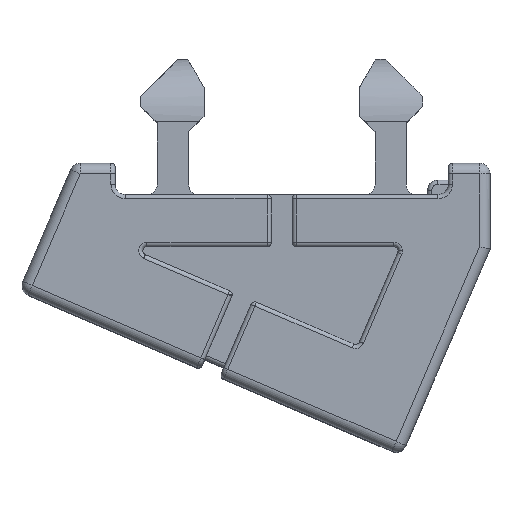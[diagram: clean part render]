
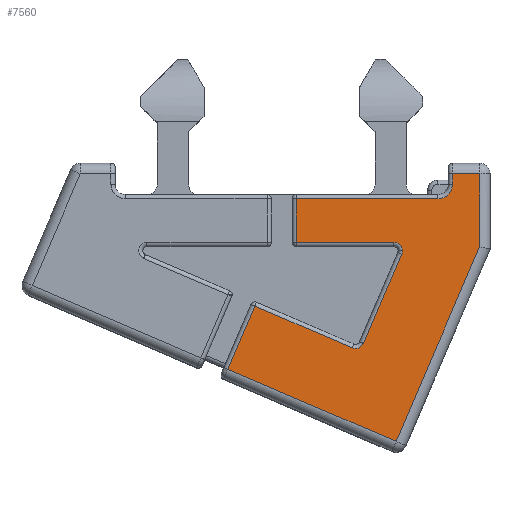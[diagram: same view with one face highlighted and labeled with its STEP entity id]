
A CAD part, top view. The second image highlights one B-rep face of the part: STEP entity #7560.
In plain terms, the highlighted planar face has unit normal (0, 0, 1).
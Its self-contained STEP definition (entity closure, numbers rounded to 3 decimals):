
#1 = ORIENTED_EDGE ( 'NONE', *, *, #7256, .T. ) ;
#3 = ORIENTED_EDGE ( 'NONE', *, *, #7253, .T. ) ;
#7 = ORIENTED_EDGE ( 'NONE', *, *, #7257, .T. ) ;
#13 = ORIENTED_EDGE ( 'NONE', *, *, #7255, .T. ) ;
#20 = ORIENTED_EDGE ( 'NONE', *, *, #7254, .T. ) ;
#25 = ORIENTED_EDGE ( 'NONE', *, *, #7259, .F. ) ;
#27 = ORIENTED_EDGE ( 'NONE', *, *, #7992, .T. ) ;
#29 = ORIENTED_EDGE ( 'NONE', *, *, #7983, .T. ) ;
#31 = ORIENTED_EDGE ( 'NONE', *, *, #7991, .T. ) ;
#33 = ORIENTED_EDGE ( 'NONE', *, *, #7982, .T. ) ;
#35 = ORIENTED_EDGE ( 'NONE', *, *, #7261, .F. ) ;
#36 = ORIENTED_EDGE ( 'NONE', *, *, #7716, .T. ) ;
#37 = ORIENTED_EDGE ( 'NONE', *, *, #7260, .T. ) ;
#40 = ORIENTED_EDGE ( 'NONE', *, *, #7258, .T. ) ;
#400 = LINE ( 'NONE', #4318, #402 ) ;
#401 = LINE ( 'NONE', #4326, #404 ) ;
#402 = VECTOR ( 'NONE', #4319, 1000. ) ;
#404 = VECTOR ( 'NONE', #4327, 1000. ) ;
#414 = LINE ( 'NONE', #4338, #416 ) ;
#415 = LINE ( 'NONE', #4349, #418 ) ;
#416 = VECTOR ( 'NONE', #4339, 1000. ) ;
#418 = VECTOR ( 'NONE', #4350, 1000. ) ;
#2465 = CARTESIAN_POINT ( 'NONE',  ( 5.39, -14.2, 10. ) ) ;
#2466 = DIRECTION ( 'NONE',  ( 0., 0., 1. ) ) ;
#2467 = DIRECTION ( 'NONE',  ( 1., 0., 0. ) ) ;
#3201 = CIRCLE ( 'NONE', #9043, 0.4 ) ;
#3539 = PLANE ( 'NONE',  #9142 ) ;
#3549 = CARTESIAN_POINT ( 'NONE',  ( 10., -10., 10. ) ) ;
#4074 = CARTESIAN_POINT ( 'NONE',  ( -1.479, -16.774, 10. ) ) ;
#4075 = DIRECTION ( 'NONE',  ( -0.919, 0.394, 0. ) ) ;
#4318 = CARTESIAN_POINT ( 'NONE',  ( -2.595, -19.886, 10. ) ) ;
#4319 = DIRECTION ( 'NONE',  ( -0.394, -0.919, 0. ) ) ;
#4326 = CARTESIAN_POINT ( 'NONE',  ( 4.466, -22.912, 10. ) ) ;
#4327 = DIRECTION ( 'NONE',  ( 0.919, -0.394, 0. ) ) ;
#4338 = CARTESIAN_POINT ( 'NONE',  ( 11.027, -10.44, 10. ) ) ;
#4339 = DIRECTION ( 'NONE',  ( 0.394, 0.919, 0. ) ) ;
#4349 = CARTESIAN_POINT ( 'NONE',  ( 9.5, -10., 10. ) ) ;
#4350 = DIRECTION ( 'NONE',  ( 0., 1., 0. ) ) ;
#4555 = DIRECTION ( 'NONE',  ( 1., 0., 0. ) ) ;
#4556 = DIRECTION ( 'NONE',  ( 0., 0., 1. ) ) ;
#4796 = CARTESIAN_POINT ( 'NONE',  ( -1.296, -16.853, 10. ) ) ;
#4845 = CARTESIAN_POINT ( 'NONE',  ( 9.5, -14.002, 10. ) ) ;
#4847 = CARTESIAN_POINT ( 'NONE',  ( 8.2, -10.5, 10. ) ) ;
#4927 = CARTESIAN_POINT ( 'NONE',  ( 3.917, -18.652, 10. ) ) ;
#5204 = CARTESIAN_POINT ( 'NONE',  ( 8.2, -11., 10. ) ) ;
#5211 = CARTESIAN_POINT ( 'NONE',  ( 7.5, -11.7, 10. ) ) ;
#5218 = CARTESIAN_POINT ( 'NONE',  ( 5.493, -23.352, 10. ) ) ;
#5244 = DIRECTION ( 'NONE',  ( 1., 0., 0. ) ) ;
#5246 = DIRECTION ( 'NONE',  ( 0., 0., 1. ) ) ;
#5251 = CARTESIAN_POINT ( 'NONE',  ( 3.55, -18.494, 10. ) ) ;
#5254 = CARTESIAN_POINT ( 'NONE',  ( 7.5, -11., 10. ) ) ;
#5256 = CARTESIAN_POINT ( 'NONE',  ( 5.758, -14.358, 10. ) ) ;
#5260 = CARTESIAN_POINT ( 'NONE',  ( 5.693, -13.8, 10. ) ) ;
#5261 = DIRECTION ( 'NONE',  ( 0., 0., -1. ) ) ;
#5266 = DIRECTION ( 'NONE',  ( 1., 0., 0. ) ) ;
#5277 = DIRECTION ( 'NONE',  ( 1., 0., 0. ) ) ;
#5300 = CARTESIAN_POINT ( 'NONE',  ( -2.595, -19.886, 10. ) ) ;
#5306 = CARTESIAN_POINT ( 'NONE',  ( 8.2, -11., 10. ) ) ;
#5333 = DIRECTION ( 'NONE',  ( 0., -1., 0. ) ) ;
#5334 = CARTESIAN_POINT ( 'NONE',  ( 0.7, -14., 10. ) ) ;
#5348 = CARTESIAN_POINT ( 'NONE',  ( 3.839, -18.835, 10. ) ) ;
#5349 = CARTESIAN_POINT ( 'NONE',  ( 0.7, -11.7, 10. ) ) ;
#5350 = CARTESIAN_POINT ( 'NONE',  ( 5.39, -14.2, 10. ) ) ;
#5353 = DIRECTION ( 'NONE',  ( 0., 0., 1. ) ) ;
#5354 = DIRECTION ( 'NONE',  ( 1., 0., 0. ) ) ;
#5382 = DIRECTION ( 'NONE',  ( -0.394, -0.919, 0. ) ) ;
#5386 = CARTESIAN_POINT ( 'NONE',  ( 0.7, -13.8, 10. ) ) ;
#5388 = CARTESIAN_POINT ( 'NONE',  ( 9.5, -10.5, 10. ) ) ;
#5408 = DIRECTION ( 'NONE',  ( -1., 0., 0. ) ) ;
#5424 = CARTESIAN_POINT ( 'NONE',  ( 10., -10.5, 10. ) ) ;
#5427 = CARTESIAN_POINT ( 'NONE',  ( 0.7, -11.7, 10. ) ) ;
#5429 = DIRECTION ( 'NONE',  ( -1., 0., 0. ) ) ;
#5434 = DIRECTION ( 'NONE',  ( 0., -1., 0. ) ) ;
#5450 = CARTESIAN_POINT ( 'NONE',  ( 3.392, -18.862, 10. ) ) ;
#5494 = CARTESIAN_POINT ( 'NONE',  ( 5.79, -14.2, 10. ) ) ;
#5512 = CARTESIAN_POINT ( 'NONE',  ( 5.39, -13.8, 10. ) ) ;
#6267 = VERTEX_POINT ( 'NONE', #5211 ) ;
#6282 = VERTEX_POINT ( 'NONE', #5386 ) ;
#6283 = VERTEX_POINT ( 'NONE', #5204 ) ;
#6303 = VERTEX_POINT ( 'NONE', #5256 ) ;
#6326 = VERTEX_POINT ( 'NONE', #5349 ) ;
#6330 = VERTEX_POINT ( 'NONE', #4927 ) ;
#6333 = VERTEX_POINT ( 'NONE', #5218 ) ;
#6355 = VERTEX_POINT ( 'NONE', #5388 ) ;
#6367 = VERTEX_POINT ( 'NONE', #5450 ) ;
#6371 = VERTEX_POINT ( 'NONE', #4845 ) ;
#6375 = VERTEX_POINT ( 'NONE', #5300 ) ;
#6439 = VERTEX_POINT ( 'NONE', #4796 ) ;
#6454 = VERTEX_POINT ( 'NONE', #4847 ) ;
#6464 = VERTEX_POINT ( 'NONE', #5494 ) ;
#6488 = VERTEX_POINT ( 'NONE', #5512 ) ;
#7004 = AXIS2_PLACEMENT_3D ( 'NONE', #5350, #5353, #5354 ) ;
#7005 = AXIS2_PLACEMENT_3D ( 'NONE', #5251, #5246, #5244 ) ;
#7253 = EDGE_CURVE ( 'NONE', #6355, #6454, #11691, .T. ) ;
#7254 = EDGE_CURVE ( 'NONE', #6454, #6283, #11685, .T. ) ;
#7255 = EDGE_CURVE ( 'NONE', #6283, #6267, #11695, .T. ) ;
#7256 = EDGE_CURVE ( 'NONE', #6267, #6326, #11697, .T. ) ;
#7257 = EDGE_CURVE ( 'NONE', #6326, #6282, #11698, .T. ) ;
#7258 = EDGE_CURVE ( 'NONE', #6282, #6488, #11700, .T. ) ;
#7259 = EDGE_CURVE ( 'NONE', #6464, #6488, #11702, .T. ) ;
#7260 = EDGE_CURVE ( 'NONE', #6303, #6330, #11693, .T. ) ;
#7261 = EDGE_CURVE ( 'NONE', #6367, #6330, #11705, .T. ) ;
#7560 = ADVANCED_FACE ( 'NONE', ( #12121 ), #3539, .T. ) ;
#7716 = EDGE_CURVE ( 'NONE', #6367, #6439, #12365, .T. ) ;
#7982 = EDGE_CURVE ( 'NONE', #6439, #6375, #400, .T. ) ;
#7983 = EDGE_CURVE ( 'NONE', #6375, #6333, #401, .T. ) ;
#7991 = EDGE_CURVE ( 'NONE', #6333, #6371, #414, .T. ) ;
#7992 = EDGE_CURVE ( 'NONE', #6371, #6355, #415, .T. ) ;
#9043 = AXIS2_PLACEMENT_3D ( 'NONE', #2465, #2466, #2467 ) ;
#9142 = AXIS2_PLACEMENT_3D ( 'NONE', #3549, #4556, #4555 ) ;
#9450 = AXIS2_PLACEMENT_3D ( 'NONE', #5254, #5261, #5266 ) ;
#9922 = EDGE_CURVE ( 'NONE', #6303, #6464, #3201, .T. ) ;
#10419 = EDGE_LOOP ( 'NONE', ( #3, #20, #13, #1, #7, #40, #25, #12797, #37, #35, #36, #33, #29, #31, #27 ) ) ;
#11685 = LINE ( 'NONE', #5306, #11696 ) ;
#11691 = LINE ( 'NONE', #5424, #11694 ) ;
#11693 = LINE ( 'NONE', #5348, #11706 ) ;
#11694 = VECTOR ( 'NONE', #5429, 1000. ) ;
#11695 = CIRCLE ( 'NONE', #9450, 0.7 ) ;
#11696 = VECTOR ( 'NONE', #5434, 1000. ) ;
#11697 = LINE ( 'NONE', #5427, #11699 ) ;
#11698 = LINE ( 'NONE', #5334, #11701 ) ;
#11699 = VECTOR ( 'NONE', #5408, 1000. ) ;
#11700 = LINE ( 'NONE', #5260, #11703 ) ;
#11701 = VECTOR ( 'NONE', #5333, 1000. ) ;
#11702 = CIRCLE ( 'NONE', #7004, 0.4 ) ;
#11703 = VECTOR ( 'NONE', #5277, 1000. ) ;
#11705 = CIRCLE ( 'NONE', #7005, 0.4 ) ;
#11706 = VECTOR ( 'NONE', #5382, 1000. ) ;
#12121 = FACE_OUTER_BOUND ( 'NONE', #10419, .T. ) ;
#12365 = LINE ( 'NONE', #4074, #12370 ) ;
#12370 = VECTOR ( 'NONE', #4075, 1000. ) ;
#12797 = ORIENTED_EDGE ( 'NONE', *, *, #9922, .F. ) ;
